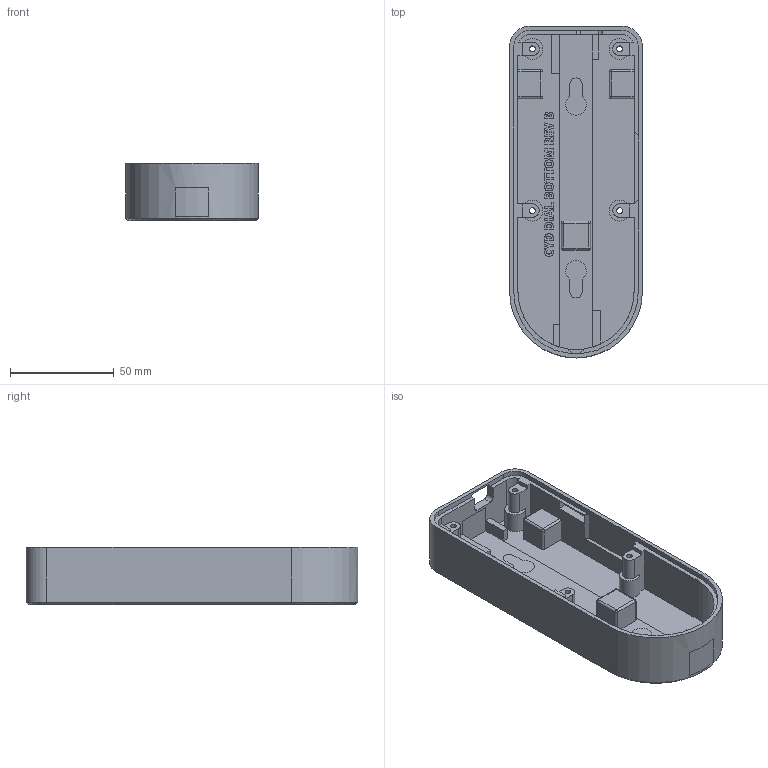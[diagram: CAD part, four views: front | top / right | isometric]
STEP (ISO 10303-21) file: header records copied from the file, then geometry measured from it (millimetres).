
FILE_DESCRIPTION(('FreeCAD Model'),'2;1');
FILE_NAME('Open CASCADE Shape Model','2025-02-26T18:18:03',(''),(''), 'Open CASCADE STEP processor 7.8','FreeCAD','Unknown');
FILE_SCHEMA(('AUTOMOTIVE_DESIGN { 1 0 10303 214 1 1 1 1 }'));
Length unit declared in the file: millimetre
Products named in the file (6): CYD_Dial; Bottom Rev B; Bottom Magnet Holder; Bottom Hook Filler; Bottom RJ12 Filler squared side; Bottom RJ12 Filler rounded side
Assembly tree (5 placements, depth 2):
  CYD_Dial
    Bottom Rev B
    Bottom Magnet Holder
    Bottom Hook Filler
    Bottom RJ12 Filler squared side
    Bottom RJ12 Filler rounded side
Bounding box: 64 x 160 x 27.5 mm (x, y, z)
Volume: 66834.4 mm3; surface area: 50081.5 mm2
Topology: 25 solids, 25 shells, 562 faces, 1475 edges, 955 vertices
Faces by surface type: plane 323, extrusion 162, cylinder 62, sphere 12, cone 3
Full cylindrical faces by diameter (mm): 2.8 x4
Entity records: 36670 total; most frequent: CARTESIAN_POINT 7664, DIRECTION 4831, VECTOR 3665, LINE 3503, ORIENTED_EDGE 2926, PCURVE 2926, DEFINITIONAL_REPRESENTATION 2926, EDGE_CURVE 1463
